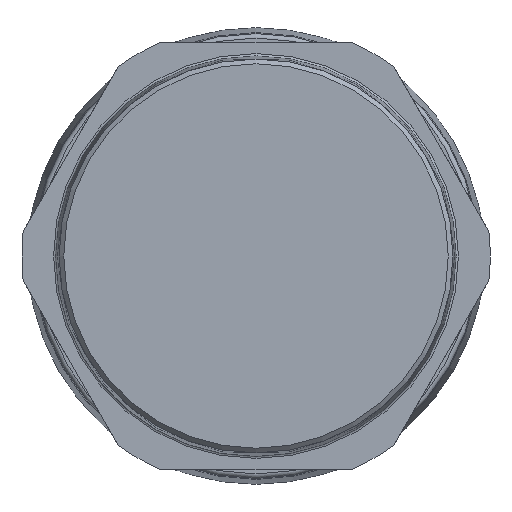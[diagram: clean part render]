
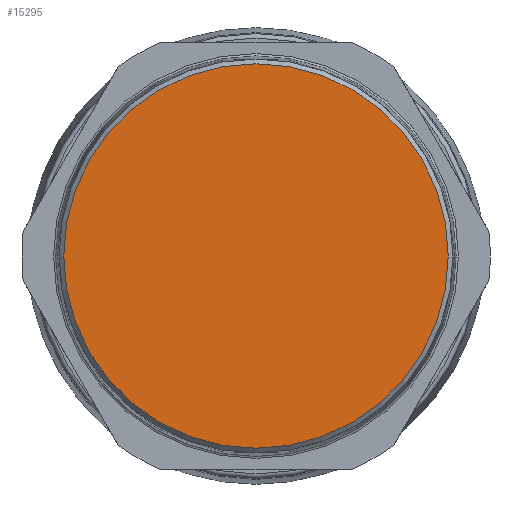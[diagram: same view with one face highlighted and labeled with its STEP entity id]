
A CAD part, left-side view. The second image highlights one B-rep face of the part: STEP entity #15295.
In plain terms, the highlighted planar face has unit normal (-1, 0, 0).
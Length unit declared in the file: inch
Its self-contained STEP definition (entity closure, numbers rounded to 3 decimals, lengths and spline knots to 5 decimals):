
#1423=PLANE('',#17005);
#2217=FACE_OUTER_BOUND('',#3033,.T.);
#3033=EDGE_LOOP('',(#13393));
#3933=CIRCLE('',#17006,1.68106);
#6650=VERTEX_POINT('',#31363);
#8907=EDGE_CURVE('',#6650,#6650,#3933,.T.);
#13393=ORIENTED_EDGE('',*,*,#8907,.F.);
#15295=ADVANCED_FACE('',(#2217),#1423,.T.);
#17005=AXIS2_PLACEMENT_3D('',#31362,#20978,#20979);
#17006=AXIS2_PLACEMENT_3D('',#31364,#20980,#20981);
#20978=DIRECTION('center_axis',(-1.,0.,0.));
#20979=DIRECTION('ref_axis',(0.,0.,-1.));
#20980=DIRECTION('center_axis',(1.,0.,0.));
#20981=DIRECTION('ref_axis',(0.,1.,0.));
#31362=CARTESIAN_POINT('Origin',(-3.34252,-1.72043,0.));
#31363=CARTESIAN_POINT('',(-3.34252,-1.68106,0.));
#31364=CARTESIAN_POINT('Origin',(-3.34252,0.,
0.));
